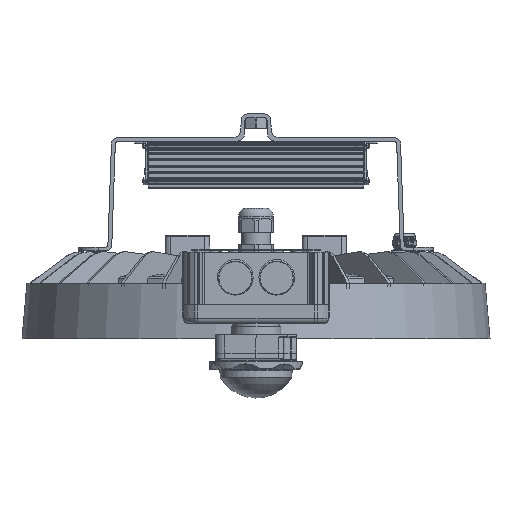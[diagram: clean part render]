
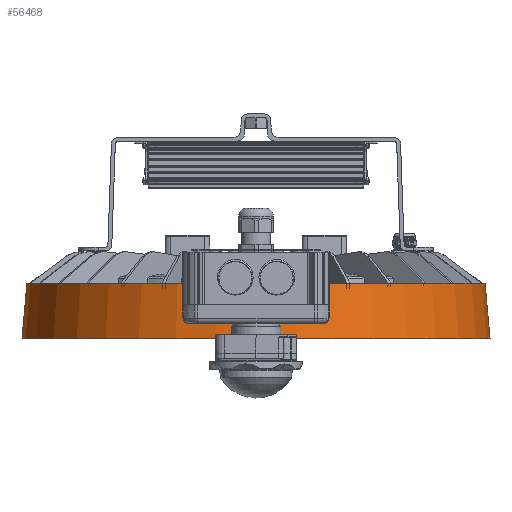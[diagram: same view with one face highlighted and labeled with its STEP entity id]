
A CAD part, front view. The second image highlights one B-rep face of the part: STEP entity #56468.
In plain terms, the highlighted conical face has half-angle 5 degrees and reference radius 179.169 mm.
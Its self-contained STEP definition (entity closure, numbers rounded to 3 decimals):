
#2570=CONICAL_SURFACE('',#60615,179.169,0.087);
#3877=FACE_OUTER_BOUND('',#7127,.T.);
#7127=EDGE_LOOP('',(#39916,#39917,#39918,#39919));
#10322=CIRCLE('',#60363,181.05);
#10383=CIRCLE('',#60614,177.288);
#14601=LINE('',#98375,#18517);
#18517=VECTOR('',#69726,179.169);
#22755=VERTEX_POINT('',#97015);
#22937=VERTEX_POINT('',#98372);
#28797=EDGE_CURVE('',#22755,#22755,#10322,.T.);
#29143=EDGE_CURVE('',#22937,#22937,#10383,.T.);
#29144=EDGE_CURVE('',#22755,#22937,#14601,.T.);
#39916=ORIENTED_EDGE('',*,*,#28797,.T.);
#39917=ORIENTED_EDGE('',*,*,#29144,.T.);
#39918=ORIENTED_EDGE('',*,*,#29143,.T.);
#39919=ORIENTED_EDGE('',*,*,#29144,.F.);
#56468=ADVANCED_FACE('',(#3877),#2570,.T.);
#60363=AXIS2_PLACEMENT_3D('',#97016,#69070,#69071);
#60614=AXIS2_PLACEMENT_3D('',#98373,#69722,#69723);
#60615=AXIS2_PLACEMENT_3D('',#98374,#69724,#69725);
#69070=DIRECTION('center_axis',(0.,0.,
1.));
#69071=DIRECTION('ref_axis',(-1.,0.,0.));
#69722=DIRECTION('center_axis',(0.,0.,
-1.));
#69723=DIRECTION('ref_axis',(0.,1.,0.));
#69724=DIRECTION('center_axis',(0.,0.,
-1.));
#69725=DIRECTION('ref_axis',(-1.,0.,0.));
#69726=DIRECTION('',(-0.087,0.,0.996));
#97015=CARTESIAN_POINT('',(181.05,0.,-12.));
#97016=CARTESIAN_POINT('Origin',(0.,0.,
-12.));
#98372=CARTESIAN_POINT('',(177.288,0.,31.));
#98373=CARTESIAN_POINT('Origin',(0.,0.,
31.));
#98374=CARTESIAN_POINT('Origin',(0.,0.,
9.5));
#98375=CARTESIAN_POINT('',(179.169,0.,9.5));
